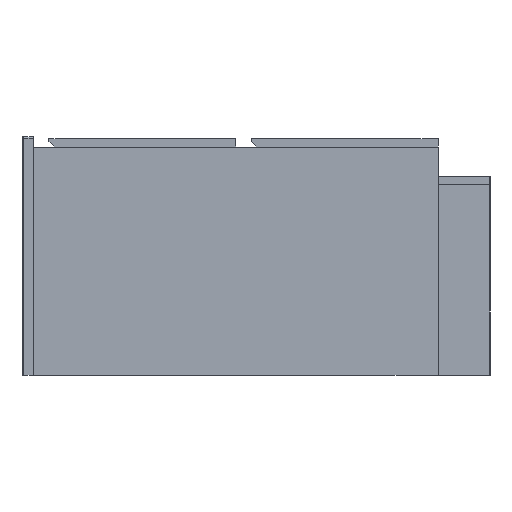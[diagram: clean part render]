
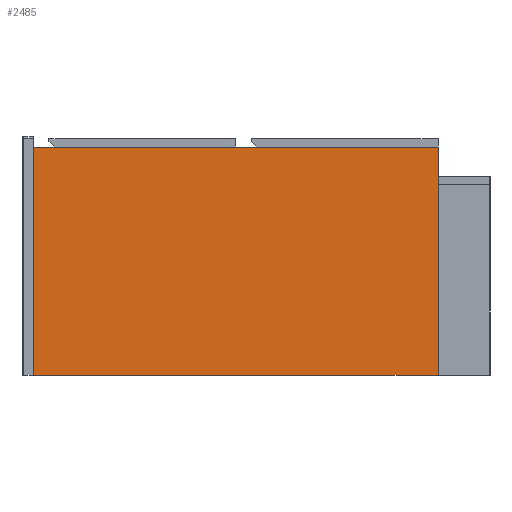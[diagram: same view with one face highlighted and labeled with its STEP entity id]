
A CAD part, left-side view. The second image highlights one B-rep face of the part: STEP entity #2485.
In plain terms, the highlighted planar face has unit normal (-1, 0, 0).
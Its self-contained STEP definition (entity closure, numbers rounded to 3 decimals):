
#474 = EDGE_LOOP ( 'NONE', ( #7762, #7326, #2218, #6236 ) ) ;
#664 = CARTESIAN_POINT ( 'NONE',  ( -744., 390., 440. ) ) ;
#731 = CARTESIAN_POINT ( 'NONE',  ( -744., -390., 0. ) ) ;
#1332 = LINE ( 'NONE', #7769, #8871 ) ;
#1393 = CARTESIAN_POINT ( 'NONE',  ( -744., -390., 0. ) ) ;
#1598 = VECTOR ( 'NONE', #6358, 1000. ) ;
#2036 = DIRECTION ( 'NONE',  ( 0., 0., -1. ) ) ;
#2218 = ORIENTED_EDGE ( 'NONE', *, *, #8869, .F. ) ;
#2485 = ADVANCED_FACE ( 'NONE', ( #4047 ), #7809, .F. ) ;
#4047 = FACE_OUTER_BOUND ( 'NONE', #474, .T. ) ;
#4337 = EDGE_CURVE ( 'NONE', #9338, #6944, #1332, .T. ) ;
#4417 = LINE ( 'NONE', #8962, #6887 ) ;
#4830 = DIRECTION ( 'NONE',  ( 1., 0., 0. ) ) ;
#5141 = VERTEX_POINT ( 'NONE', #11135 ) ;
#5241 = VECTOR ( 'NONE', #9548, 1000. ) ;
#5829 = VERTEX_POINT ( 'NONE', #1393 ) ;
#5930 = DIRECTION ( 'NONE',  ( 0., 0., -1. ) ) ;
#6236 = ORIENTED_EDGE ( 'NONE', *, *, #4337, .T. ) ;
#6358 = DIRECTION ( 'NONE',  ( 0., -1., 0. ) ) ;
#6887 = VECTOR ( 'NONE', #9875, 1000. ) ;
#6944 = VERTEX_POINT ( 'NONE', #10951 ) ;
#7155 = CARTESIAN_POINT ( 'NONE',  ( -744., -390., 440. ) ) ;
#7326 = ORIENTED_EDGE ( 'NONE', *, *, #7538, .F. ) ;
#7538 = EDGE_CURVE ( 'NONE', #5141, #5829, #4417, .T. ) ;
#7762 = ORIENTED_EDGE ( 'NONE', *, *, #10222, .T. ) ;
#7769 = CARTESIAN_POINT ( 'NONE',  ( -744., 390., 440. ) ) ;
#7809 = PLANE ( 'NONE',  #9044 ) ;
#8869 = EDGE_CURVE ( 'NONE', #9338, #5141, #10006, .T. ) ;
#8871 = VECTOR ( 'NONE', #5930, 1000. ) ;
#8962 = CARTESIAN_POINT ( 'NONE',  ( -744., -390., 440. ) ) ;
#9044 = AXIS2_PLACEMENT_3D ( 'NONE', #9561, #4830, #2036 ) ;
#9047 = LINE ( 'NONE', #731, #5241 ) ;
#9338 = VERTEX_POINT ( 'NONE', #664 ) ;
#9548 = DIRECTION ( 'NONE',  ( 0., -1., 0. ) ) ;
#9561 = CARTESIAN_POINT ( 'NONE',  ( -744., -390., 440. ) ) ;
#9875 = DIRECTION ( 'NONE',  ( 0., 0., -1. ) ) ;
#10006 = LINE ( 'NONE', #7155, #1598 ) ;
#10222 = EDGE_CURVE ( 'NONE', #6944, #5829, #9047, .T. ) ;
#10951 = CARTESIAN_POINT ( 'NONE',  ( -744., 390., 0. ) ) ;
#11135 = CARTESIAN_POINT ( 'NONE',  ( -744., -390., 440. ) ) ;
